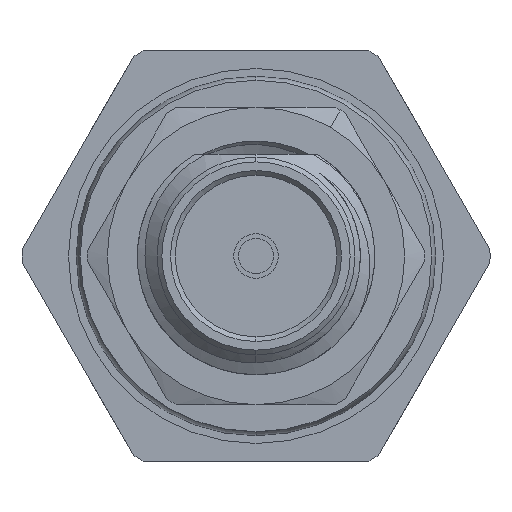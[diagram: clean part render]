
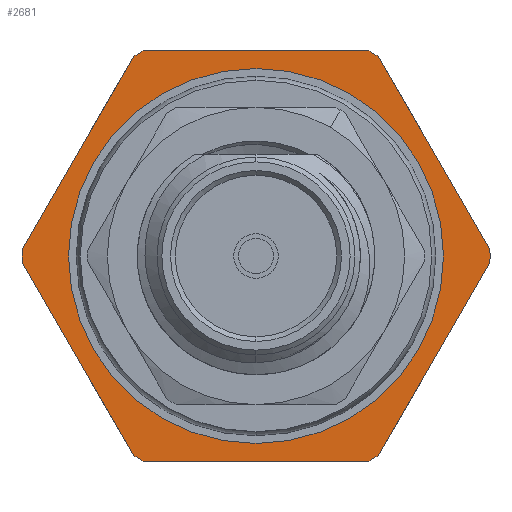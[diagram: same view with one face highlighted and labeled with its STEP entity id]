
A CAD part, left-side view. The second image highlights one B-rep face of the part: STEP entity #2681.
In plain terms, the highlighted planar face has unit normal (-1, 0, 0).
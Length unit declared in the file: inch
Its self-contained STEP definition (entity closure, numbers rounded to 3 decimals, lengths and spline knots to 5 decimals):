
#231 = CIRCLE ( 'NONE', #14823, 0.19735 ) ;
#341 = EDGE_CURVE ( 'NONE', #15451, #17777, #3961, .T. ) ;
#411 = FACE_OUTER_BOUND ( 'NONE', #20796, .T. ) ;
#797 = CARTESIAN_POINT ( 'NONE',  ( 0.433, 0.12874, 0.21001 ) ) ;
#992 = DIRECTION ( 'NONE',  ( 1., 0., 0. ) ) ;
#1027 = CARTESIAN_POINT ( 'NONE',  ( 0.433, 0.12874, -0.21001 ) ) ;
#1127 = DIRECTION ( 'NONE',  ( 1., 0., 0. ) ) ;
#1289 = DIRECTION ( 'NONE',  ( 0., 0., -1. ) ) ;
#1895 = CARTESIAN_POINT ( 'NONE',  ( 0.433, 0.19735, 0. ) ) ;
#2012 = CIRCLE ( 'NONE', #16070, 0.24633 ) ;
#2331 = FACE_BOUND ( 'NONE', #15034, .T. ) ;
#2471 = DIRECTION ( 'NONE',  ( 0., 0., -1. ) ) ;
#2681 = ADVANCED_FACE ( 'NONE', ( #2331, #411 ), #5648, .T. ) ;
#3955 = CARTESIAN_POINT ( 'NONE',  ( 0.433, -0.1175, 0.2165 ) ) ;
#3961 = CIRCLE ( 'NONE', #7114, 0.19735 ) ;
#4020 = DIRECTION ( 'NONE',  ( 1., 0., 0. ) ) ;
#4201 = ORIENTED_EDGE ( 'NONE', *, *, #15355, .T. ) ;
#4298 = LINE ( 'NONE', #19051, #13335 ) ;
#4411 = VERTEX_POINT ( 'NONE', #11417 ) ;
#4442 = ORIENTED_EDGE ( 'NONE', *, *, #5114, .F. ) ;
#4448 = CARTESIAN_POINT ( 'NONE',  ( 0.433, -0.125, -0.2165 ) ) ;
#4566 = CIRCLE ( 'NONE', #15306, 0.24633 ) ;
#4817 = CARTESIAN_POINT ( 'NONE',  ( 0.433, -0.1175, -0.2165 ) ) ;
#4843 = VERTEX_POINT ( 'NONE', #3955 ) ;
#5114 = EDGE_CURVE ( 'NONE', #4411, #20178, #9405, .T. ) ;
#5426 = LINE ( 'NONE', #13062, #13632 ) ;
#5648 = PLANE ( 'NONE',  #6825 ) ;
#6089 = CIRCLE ( 'NONE', #8563, 0.24633 ) ;
#6237 = DIRECTION ( 'NONE',  ( 0., -0.5, -0.866 ) ) ;
#6437 = VECTOR ( 'NONE', #21995, 39.37008 ) ;
#6449 = ORIENTED_EDGE ( 'NONE', *, *, #20727, .T. ) ;
#6680 = DIRECTION ( 'NONE',  ( 1., 0., 0. ) ) ;
#6825 = AXIS2_PLACEMENT_3D ( 'NONE', #1895, #12864, #19710 ) ;
#6986 = CARTESIAN_POINT ( 'NONE',  ( 0.433, 0.1175, 0.2165 ) ) ;
#7114 = AXIS2_PLACEMENT_3D ( 'NONE', #10285, #6680, #8500 ) ;
#7299 = DIRECTION ( 'NONE',  ( 0., 0., -1. ) ) ;
#7579 = VERTEX_POINT ( 'NONE', #12470 ) ;
#7681 = EDGE_CURVE ( 'NONE', #14105, #7579, #12898, .T. ) ;
#7686 = AXIS2_PLACEMENT_3D ( 'NONE', #16412, #18002, #2471 ) ;
#7747 = AXIS2_PLACEMENT_3D ( 'NONE', #19387, #17937, #16035 ) ;
#7921 = ORIENTED_EDGE ( 'NONE', *, *, #341, .T. ) ;
#8038 = DIRECTION ( 'NONE',  ( 0., 0., -1. ) ) ;
#8182 = DIRECTION ( 'NONE',  ( 1., 0., 0. ) ) ;
#8333 = ORIENTED_EDGE ( 'NONE', *, *, #20134, .F. ) ;
#8462 = CARTESIAN_POINT ( 'NONE',  ( 0.433, -0.24624, 0.00649 ) ) ;
#8500 = DIRECTION ( 'NONE',  ( 0., 0., -1. ) ) ;
#8563 = AXIS2_PLACEMENT_3D ( 'NONE', #15318, #1127, #16916 ) ;
#8646 = VERTEX_POINT ( 'NONE', #16053 ) ;
#8700 = ORIENTED_EDGE ( 'NONE', *, *, #14452, .T. ) ;
#8881 = CIRCLE ( 'NONE', #7686, 0.24633 ) ;
#8964 = VECTOR ( 'NONE', #21493, 39.37008 ) ;
#9003 = VERTEX_POINT ( 'NONE', #1027 ) ;
#9405 = CIRCLE ( 'NONE', #7747, 0.24633 ) ;
#9430 = CARTESIAN_POINT ( 'NONE',  ( 0.433, 0., -0.19735 ) ) ;
#9510 = ORIENTED_EDGE ( 'NONE', *, *, #7681, .F. ) ;
#9593 = LINE ( 'NONE', #9904, #18334 ) ;
#9741 = VERTEX_POINT ( 'NONE', #19607 ) ;
#9904 = CARTESIAN_POINT ( 'NONE',  ( 0.433, 0.24999, 0. ) ) ;
#9951 = AXIS2_PLACEMENT_3D ( 'NONE', #10850, #10919, #12603 ) ;
#10285 = CARTESIAN_POINT ( 'NONE',  ( 0.433, 0., 0. ) ) ;
#10757 = VERTEX_POINT ( 'NONE', #797 ) ;
#10850 = CARTESIAN_POINT ( 'NONE',  ( 0.433, 0., 0. ) ) ;
#10919 = DIRECTION ( 'NONE',  ( 1., 0., 0. ) ) ;
#11365 = CARTESIAN_POINT ( 'NONE',  ( 0.433, 0.125, 0.2165 ) ) ;
#11417 = CARTESIAN_POINT ( 'NONE',  ( 0.433, -0.12874, -0.21001 ) ) ;
#11458 = EDGE_CURVE ( 'NONE', #20413, #8646, #5426, .T. ) ;
#11512 = CARTESIAN_POINT ( 'NONE',  ( 0.433, 0., 0. ) ) ;
#11616 = EDGE_CURVE ( 'NONE', #17777, #15451, #231, .T. ) ;
#11656 = ORIENTED_EDGE ( 'NONE', *, *, #18620, .F. ) ;
#12470 = CARTESIAN_POINT ( 'NONE',  ( 0.433, 0.24624, 0.00649 ) ) ;
#12603 = DIRECTION ( 'NONE',  ( 0., 0., -1. ) ) ;
#12864 = DIRECTION ( 'NONE',  ( -1., 0., 0. ) ) ;
#12898 = CIRCLE ( 'NONE', #9951, 0.24633 ) ;
#13062 = CARTESIAN_POINT ( 'NONE',  ( 0.433, -0.24999, 0. ) ) ;
#13070 = ORIENTED_EDGE ( 'NONE', *, *, #16496, .F. ) ;
#13335 = VECTOR ( 'NONE', #19132, 39.37008 ) ;
#13402 = EDGE_CURVE ( 'NONE', #10757, #7579, #18812, .T. ) ;
#13546 = EDGE_CURVE ( 'NONE', #10757, #17610, #4566, .T. ) ;
#13632 = VECTOR ( 'NONE', #14879, 39.37008 ) ;
#14008 = CARTESIAN_POINT ( 'NONE',  ( 0.433, 0., 0.19735 ) ) ;
#14105 = VERTEX_POINT ( 'NONE', #19891 ) ;
#14420 = CARTESIAN_POINT ( 'NONE',  ( 0.433, 0., 0. ) ) ;
#14452 = EDGE_CURVE ( 'NONE', #4843, #17610, #4298, .T. ) ;
#14823 = AXIS2_PLACEMENT_3D ( 'NONE', #18664, #8182, #1289 ) ;
#14879 = DIRECTION ( 'NONE',  ( 0., 0.5, 0.866 ) ) ;
#15034 = EDGE_LOOP ( 'NONE', ( #17417, #7921 ) ) ;
#15306 = AXIS2_PLACEMENT_3D ( 'NONE', #11512, #992, #8038 ) ;
#15318 = CARTESIAN_POINT ( 'NONE',  ( 0.433, 0., 0. ) ) ;
#15355 = EDGE_CURVE ( 'NONE', #22019, #20178, #20654, .T. ) ;
#15417 = ORIENTED_EDGE ( 'NONE', *, *, #11458, .T. ) ;
#15451 = VERTEX_POINT ( 'NONE', #14008 ) ;
#16035 = DIRECTION ( 'NONE',  ( 0., 0., -1. ) ) ;
#16053 = CARTESIAN_POINT ( 'NONE',  ( 0.433, -0.12874, 0.21001 ) ) ;
#16070 = AXIS2_PLACEMENT_3D ( 'NONE', #14420, #4020, #7299 ) ;
#16412 = CARTESIAN_POINT ( 'NONE',  ( 0.433, 0., 0. ) ) ;
#16496 = EDGE_CURVE ( 'NONE', #22019, #9003, #8881, .T. ) ;
#16745 = CARTESIAN_POINT ( 'NONE',  ( 0.433, 0.125, -0.2165 ) ) ;
#16916 = DIRECTION ( 'NONE',  ( 0., 0., -1. ) ) ;
#16969 = VECTOR ( 'NONE', #20244, 39.37008 ) ;
#17417 = ORIENTED_EDGE ( 'NONE', *, *, #11616, .T. ) ;
#17610 = VERTEX_POINT ( 'NONE', #6986 ) ;
#17745 = CARTESIAN_POINT ( 'NONE',  ( 0.433, 0.1175, -0.2165 ) ) ;
#17777 = VERTEX_POINT ( 'NONE', #9430 ) ;
#17887 = ORIENTED_EDGE ( 'NONE', *, *, #21600, .T. ) ;
#17937 = DIRECTION ( 'NONE',  ( 1., 0., 0. ) ) ;
#18002 = DIRECTION ( 'NONE',  ( 1., 0., 0. ) ) ;
#18334 = VECTOR ( 'NONE', #6237, 39.37008 ) ;
#18620 = EDGE_CURVE ( 'NONE', #4843, #8646, #2012, .T. ) ;
#18664 = CARTESIAN_POINT ( 'NONE',  ( 0.433, 0., 0. ) ) ;
#18812 = LINE ( 'NONE', #11365, #8964 ) ;
#19051 = CARTESIAN_POINT ( 'NONE',  ( 0.433, -0.125, 0.2165 ) ) ;
#19132 = DIRECTION ( 'NONE',  ( 0., 1., 0. ) ) ;
#19387 = CARTESIAN_POINT ( 'NONE',  ( 0.433, 0., 0. ) ) ;
#19607 = CARTESIAN_POINT ( 'NONE',  ( 0.433, -0.24624, -0.00649 ) ) ;
#19710 = DIRECTION ( 'NONE',  ( 0., 0., 1. ) ) ;
#19891 = CARTESIAN_POINT ( 'NONE',  ( 0.433, 0.24624, -0.00649 ) ) ;
#20134 = EDGE_CURVE ( 'NONE', #20413, #9741, #6089, .T. ) ;
#20178 = VERTEX_POINT ( 'NONE', #4817 ) ;
#20244 = DIRECTION ( 'NONE',  ( 0., -0.5, 0.866 ) ) ;
#20413 = VERTEX_POINT ( 'NONE', #8462 ) ;
#20654 = LINE ( 'NONE', #16745, #6437 ) ;
#20727 = EDGE_CURVE ( 'NONE', #14105, #9003, #9593, .T. ) ;
#20796 = EDGE_LOOP ( 'NONE', ( #20855, #22044, #9510, #6449, #13070, #4201, #4442, #17887, #8333, #15417, #11656, #8700 ) ) ;
#20855 = ORIENTED_EDGE ( 'NONE', *, *, #13546, .F. ) ;
#21309 = LINE ( 'NONE', #4448, #16969 ) ;
#21493 = DIRECTION ( 'NONE',  ( 0., 0.5, -0.866 ) ) ;
#21600 = EDGE_CURVE ( 'NONE', #4411, #9741, #21309, .T. ) ;
#21995 = DIRECTION ( 'NONE',  ( 0., -1., 0. ) ) ;
#22019 = VERTEX_POINT ( 'NONE', #17745 ) ;
#22044 = ORIENTED_EDGE ( 'NONE', *, *, #13402, .T. ) ;
